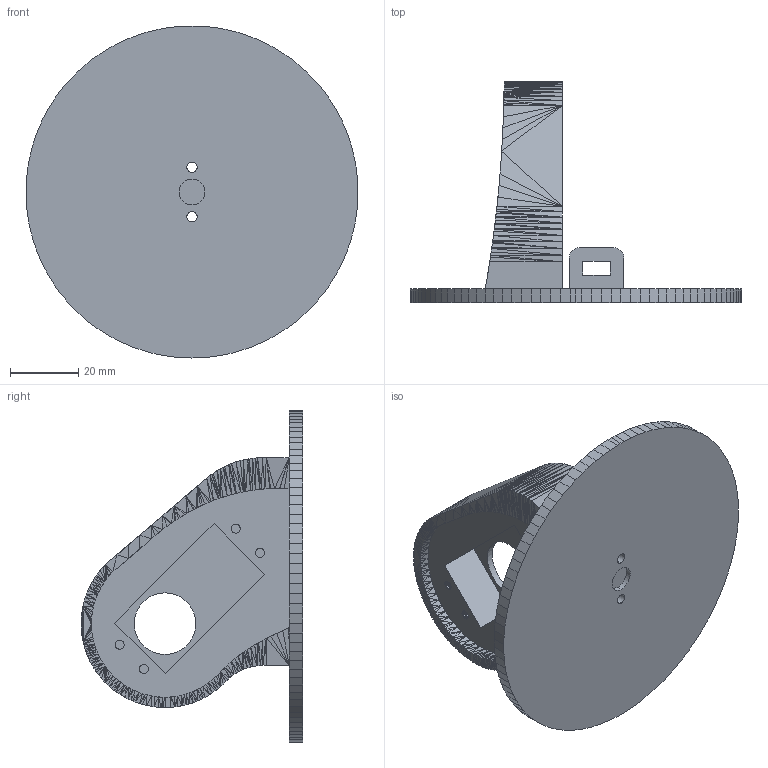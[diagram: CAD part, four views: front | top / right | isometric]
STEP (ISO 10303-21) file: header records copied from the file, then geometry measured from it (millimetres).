
FILE_DESCRIPTION (( 'STEP AP203' ), '1' );
FILE_NAME ('Waist_Default_sldprt.STEP', '2023-04-20T04:31:29', ( '' ), ( '' ), 'SwSTEP 2.0', 'SolidWorks 2019', '' );
FILE_SCHEMA (( 'CONFIG_CONTROL_DESIGN' ));
Length unit declared in the file: millimetre
Products named in the file (1): Waist_Default_sldprt
Bounding box: 96.99 x 64.78 x 97 mm (x, y, z)
Volume: 68010.4 mm3; surface area: 27114 mm2
Topology: 1 solids, 1 shells, 1068 faces, 2107 edges, 1049 vertices
Faces by surface type: plane 1060, cylinder 8
Entity records: 25524 total; most frequent: DIRECTION 4261, CARTESIAN_POINT 4225, ORIENTED_EDGE 4214, EDGE_CURVE 2107, LINE 2091, VECTOR 2091, AXIS2_PLACEMENT_3D 1085, EDGE_LOOP 1084
